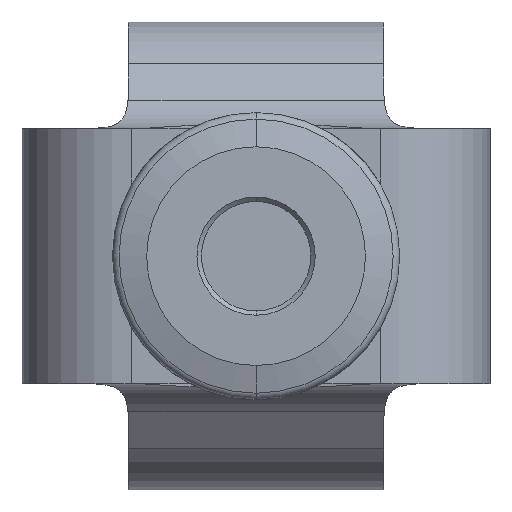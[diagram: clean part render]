
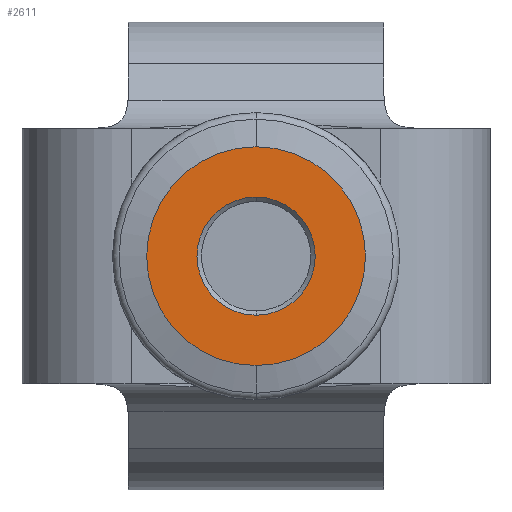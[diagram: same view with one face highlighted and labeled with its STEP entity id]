
A CAD part, front view. The second image highlights one B-rep face of the part: STEP entity #2611.
In plain terms, the highlighted planar face has unit normal (0, -1, 0).
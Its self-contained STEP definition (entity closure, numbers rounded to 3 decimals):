
#275 = AXIS2_PLACEMENT_3D ( 'NONE', #6082, #6071, #6063 ) ;
#429 = DIRECTION ( 'NONE',  ( 0., 0., -1. ) ) ;
#450 = DIRECTION ( 'NONE',  ( 0., 1., 0. ) ) ;
#460 = VERTEX_POINT ( 'NONE', #4457 ) ;
#463 = CARTESIAN_POINT ( 'NONE',  ( -10.11, -26.13, 0.588 ) ) ;
#706 = CIRCLE ( 'NONE', #3808, 5.146 ) ;
#1343 = VERTEX_POINT ( 'NONE', #4753 ) ;
#1399 = DIRECTION ( 'NONE',  ( 0., -1., 0. ) ) ;
#1481 = DIRECTION ( 'NONE',  ( 0., 0., -1. ) ) ;
#1624 = ORIENTED_EDGE ( 'NONE', *, *, #5888, .T. ) ;
#1789 = ORIENTED_EDGE ( 'NONE', *, *, #4963, .T. ) ;
#1916 = ORIENTED_EDGE ( 'NONE', *, *, #4876, .T. ) ;
#2009 = ORIENTED_EDGE ( 'NONE', *, *, #6229, .T. ) ;
#2117 = CIRCLE ( 'NONE', #5046, 9.525 ) ;
#2611 = ADVANCED_FACE ( 'NONE', ( #4804, #4889 ), #4528, .T. ) ;
#2646 = CARTESIAN_POINT ( 'NONE',  ( -10.11, -26.13, 0.588 ) ) ;
#2862 = AXIS2_PLACEMENT_3D ( 'NONE', #5559, #5542, #5537 ) ;
#3568 = VERTEX_POINT ( 'NONE', #3776 ) ;
#3776 = CARTESIAN_POINT ( 'NONE',  ( -10.11, -26.13, 5.734 ) ) ;
#3808 = AXIS2_PLACEMENT_3D ( 'NONE', #463, #450, #429 ) ;
#4335 = VERTEX_POINT ( 'NONE', #5711 ) ;
#4457 = CARTESIAN_POINT ( 'NONE',  ( -10.11, -26.13, 10.113 ) ) ;
#4528 = PLANE ( 'NONE',  #4994 ) ;
#4753 = CARTESIAN_POINT ( 'NONE',  ( -10.11, -26.13, -4.558 ) ) ;
#4804 = FACE_BOUND ( 'NONE', #6297, .T. ) ;
#4876 = EDGE_CURVE ( 'NONE', #4335, #460, #6216, .T. ) ;
#4889 = FACE_OUTER_BOUND ( 'NONE', #6227, .T. ) ;
#4963 = EDGE_CURVE ( 'NONE', #3568, #1343, #5999, .T. ) ;
#4991 = DIRECTION ( 'NONE',  ( 0., 0., -1. ) ) ;
#4994 = AXIS2_PLACEMENT_3D ( 'NONE', #2646, #1399, #1481 ) ;
#5018 = DIRECTION ( 'NONE',  ( 0., -1., 0. ) ) ;
#5026 = CARTESIAN_POINT ( 'NONE',  ( -10.11, -26.13, 0.588 ) ) ;
#5046 = AXIS2_PLACEMENT_3D ( 'NONE', #5026, #5018, #4991 ) ;
#5537 = DIRECTION ( 'NONE',  ( 0., 0., -1. ) ) ;
#5542 = DIRECTION ( 'NONE',  ( 0., 1., 0. ) ) ;
#5559 = CARTESIAN_POINT ( 'NONE',  ( -10.11, -26.13, 0.588 ) ) ;
#5711 = CARTESIAN_POINT ( 'NONE',  ( -10.11, -26.13, -8.937 ) ) ;
#5888 = EDGE_CURVE ( 'NONE', #460, #4335, #2117, .T. ) ;
#5999 = CIRCLE ( 'NONE', #2862, 5.146 ) ;
#6063 = DIRECTION ( 'NONE',  ( 0., 0., -1. ) ) ;
#6071 = DIRECTION ( 'NONE',  ( 0., -1., 0. ) ) ;
#6082 = CARTESIAN_POINT ( 'NONE',  ( -10.11, -26.13, 0.588 ) ) ;
#6216 = CIRCLE ( 'NONE', #275, 9.525 ) ;
#6227 = EDGE_LOOP ( 'NONE', ( #1916, #1624 ) ) ;
#6229 = EDGE_CURVE ( 'NONE', #1343, #3568, #706, .T. ) ;
#6297 = EDGE_LOOP ( 'NONE', ( #2009, #1789 ) ) ;
